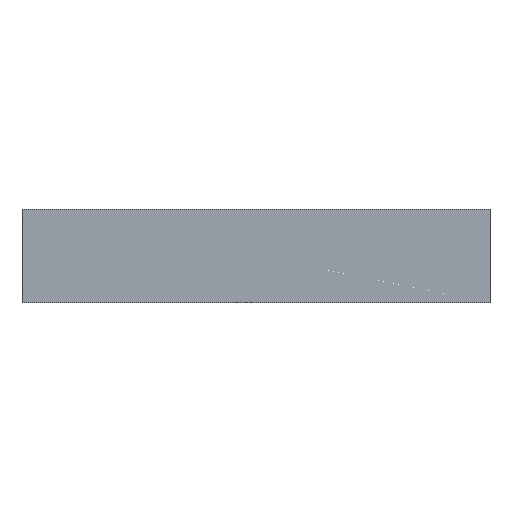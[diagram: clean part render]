
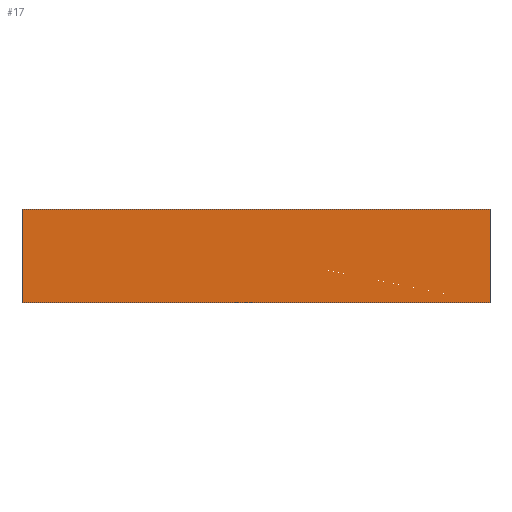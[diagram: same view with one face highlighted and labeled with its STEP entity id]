
A CAD part, front view. The second image highlights one B-rep face of the part: STEP entity #17.
In plain terms, the highlighted planar face has unit normal (0, -1, 0).
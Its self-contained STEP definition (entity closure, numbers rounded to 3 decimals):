
#3 = AXIS2_PLACEMENT_3D ( 'NONE', #53, #66, #193 ) ;
#4 = CARTESIAN_POINT ( 'NONE',  ( 0., 0., 0. ) ) ;
#9 = CARTESIAN_POINT ( 'NONE',  ( 25., 0., 0. ) ) ;
#12 = ORIENTED_EDGE ( 'NONE', *, *, #167, .T. ) ;
#13 = PLANE ( 'NONE',  #3 ) ;
#17 = ADVANCED_FACE ( 'NONE', ( #237 ), #13, .F. ) ;
#28 = LINE ( 'NONE', #4, #216 ) ;
#41 = EDGE_CURVE ( 'NONE', #60, #203, #47, .T. ) ;
#47 = LINE ( 'NONE', #176, #144 ) ;
#48 = CARTESIAN_POINT ( 'NONE',  ( 0., 0., 5. ) ) ;
#53 = CARTESIAN_POINT ( 'NONE',  ( 0., 0., 0. ) ) ;
#60 = VERTEX_POINT ( 'NONE', #183 ) ;
#66 = DIRECTION ( 'NONE',  ( 0., 1., 0. ) ) ;
#76 = VECTOR ( 'NONE', #112, 1000. ) ;
#83 = DIRECTION ( 'NONE',  ( 0., 0., 1. ) ) ;
#94 = VECTOR ( 'NONE', #83, 1000. ) ;
#98 = VERTEX_POINT ( 'NONE', #9 ) ;
#107 = ORIENTED_EDGE ( 'NONE', *, *, #178, .T. ) ;
#111 = ORIENTED_EDGE ( 'NONE', *, *, #155, .T. ) ;
#112 = DIRECTION ( 'NONE',  ( -1., 0., 0. ) ) ;
#117 = EDGE_LOOP ( 'NONE', ( #111, #107, #12, #127 ) ) ;
#127 = ORIENTED_EDGE ( 'NONE', *, *, #41, .T. ) ;
#128 = DIRECTION ( 'NONE',  ( 0., 0., -1. ) ) ;
#130 = CARTESIAN_POINT ( 'NONE',  ( 25., 0., 0. ) ) ;
#136 = CARTESIAN_POINT ( 'NONE',  ( 25., 0., 5. ) ) ;
#144 = VECTOR ( 'NONE', #128, 1000. ) ;
#155 = EDGE_CURVE ( 'NONE', #203, #98, #28, .T. ) ;
#161 = CARTESIAN_POINT ( 'NONE',  ( 0., 0., 0. ) ) ;
#167 = EDGE_CURVE ( 'NONE', #228, #60, #221, .T. ) ;
#173 = LINE ( 'NONE', #130, #94 ) ;
#176 = CARTESIAN_POINT ( 'NONE',  ( 0., 0., 0. ) ) ;
#178 = EDGE_CURVE ( 'NONE', #98, #228, #173, .T. ) ;
#183 = CARTESIAN_POINT ( 'NONE',  ( 0., 0., 5. ) ) ;
#193 = DIRECTION ( 'NONE',  ( 1., 0., 0. ) ) ;
#203 = VERTEX_POINT ( 'NONE', #161 ) ;
#216 = VECTOR ( 'NONE', #230, 1000. ) ;
#221 = LINE ( 'NONE', #48, #76 ) ;
#228 = VERTEX_POINT ( 'NONE', #136 ) ;
#230 = DIRECTION ( 'NONE',  ( 1., 0., 0. ) ) ;
#237 = FACE_OUTER_BOUND ( 'NONE', #117, .T. ) ;
